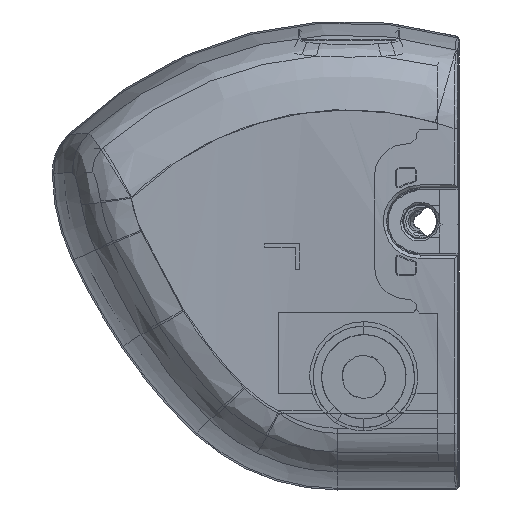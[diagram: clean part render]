
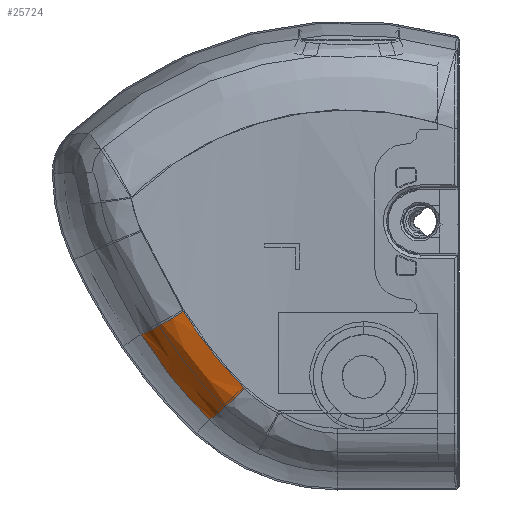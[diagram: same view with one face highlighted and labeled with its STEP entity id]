
A CAD part, left-side view. The second image highlights one B-rep face of the part: STEP entity #25724.
In plain terms, the highlighted free-form (B-spline) face has degree [3, 3] with [4, 6] control points.
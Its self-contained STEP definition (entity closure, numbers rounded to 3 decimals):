
#8328=CARTESIAN_POINT('',(-624.379,4.04,
-0.519));
#8330=CARTESIAN_POINT('',(-624.379,4.04,
-0.519));
#8331=CARTESIAN_POINT('',(-624.434,4.47,
-0.087));
#8332=CARTESIAN_POINT('',(-624.545,5.315,
0.801));
#8333=CARTESIAN_POINT('',(-624.712,6.525,2.196));
#8334=CARTESIAN_POINT('',(-624.878,7.673,3.65));
#8335=CARTESIAN_POINT('',(-625.041,8.755,5.158));
#8336=CARTESIAN_POINT('',(-625.146,9.427,6.192));
#8337=CARTESIAN_POINT('',(-625.197,9.752,6.717));
#8519=CARTESIAN_POINT('',(-621.699,13.724,4.553));
#8520=CARTESIAN_POINT('',(-621.642,13.36,3.976));
#8521=CARTESIAN_POINT('',(-621.525,12.605,2.838));
#8522=CARTESIAN_POINT('',(-621.347,11.395,1.186));
#8523=CARTESIAN_POINT('',(-621.166,10.111,
-0.408));
#8524=CARTESIAN_POINT('',(-620.982,8.755,
-1.941));
#8525=CARTESIAN_POINT('',(-620.859,7.805,
-2.92));
#8526=CARTESIAN_POINT('',(-620.796,7.319,
-3.398));
#8805=CARTESIAN_POINT('',(-621.699,13.724,4.553));
#8806=CARTESIAN_POINT('',(-621.837,13.681,4.566));
#8807=CARTESIAN_POINT('',(-622.109,13.586,4.599));
#8808=CARTESIAN_POINT('',(-622.503,13.415,4.669));
#8809=CARTESIAN_POINT('',(-622.88,13.216,4.757));
#8810=CARTESIAN_POINT('',(-623.236,12.991,4.864));
#8811=CARTESIAN_POINT('',(-623.57,12.741,4.989));
#8812=CARTESIAN_POINT('',(-623.879,12.468,5.131));
#8813=CARTESIAN_POINT('',(-624.16,12.176,5.288));
#8814=CARTESIAN_POINT('',(-624.411,11.864,5.46));
#8815=CARTESIAN_POINT('',(-624.63,11.537,5.645));
#8816=CARTESIAN_POINT('',(-624.816,11.197,5.842));
#8817=CARTESIAN_POINT('',(-624.968,10.845,6.049));
#8818=CARTESIAN_POINT('',(-625.083,10.485,6.264));
#8819=CARTESIAN_POINT('',(-625.162,10.12,6.487));
#8820=CARTESIAN_POINT('',(-625.19,9.875,6.64));
#8821=CARTESIAN_POINT('',(-625.197,9.752,6.717));
#8823=CARTESIAN_POINT('',(-620.796,7.319,
-3.398));
#8824=CARTESIAN_POINT('',(-620.933,7.283,
-3.378));
#8825=CARTESIAN_POINT('',(-621.203,7.202,
-3.33));
#8826=CARTESIAN_POINT('',(-621.595,7.057,
-3.233));
#8827=CARTESIAN_POINT('',(-621.971,6.891,
-3.112));
#8828=CARTESIAN_POINT('',(-622.329,6.703,
-2.967));
#8829=CARTESIAN_POINT('',(-622.664,6.496,
-2.799));
#8830=CARTESIAN_POINT('',(-622.977,6.27,
-2.61));
#8831=CARTESIAN_POINT('',(-623.263,6.029,
-2.4));
#8832=CARTESIAN_POINT('',(-623.52,5.772,
-2.173));
#8833=CARTESIAN_POINT('',(-623.748,5.503,
-1.928));
#8834=CARTESIAN_POINT('',(-623.944,5.224,
-1.669));
#8835=CARTESIAN_POINT('',(-624.107,4.935,
-1.396));
#8836=CARTESIAN_POINT('',(-624.235,4.64,
-1.112));
#8837=CARTESIAN_POINT('',(-624.328,4.34,
-0.82));
#8838=CARTESIAN_POINT('',(-624.366,4.14,
-0.619));
#8839=CARTESIAN_POINT('',(-624.379,4.04,
-0.519));
#13590=CARTESIAN_POINT('',(-620.796,7.319,
-3.398));
#13591=VERTEX_POINT('',#13590);
#13601=VERTEX_POINT('',#8328);
#13602=VERTEX_POINT('',#8337);
#13612=VERTEX_POINT('',#8805);
#25692=CARTESIAN_POINT('',(-620.647,7.277,
-3.493));
#25693=CARTESIAN_POINT('',(-620.762,8.108,
-2.676));
#25694=CARTESIAN_POINT('',(-620.994,9.713,
-0.968));
#25695=CARTESIAN_POINT('',(-621.334,11.89,
1.753));
#25696=CARTESIAN_POINT('',(-621.551,13.193,
3.672));
#25697=CARTESIAN_POINT('',(-621.655,13.798,
4.64));
#25698=CARTESIAN_POINT('',(-622.781,6.756,
-3.234));
#25699=CARTESIAN_POINT('',(-622.893,7.573,
-2.424));
#25700=CARTESIAN_POINT('',(-623.12,9.151,
-0.731));
#25701=CARTESIAN_POINT('',(-623.452,11.292,
1.966));
#25702=CARTESIAN_POINT('',(-623.665,12.574,
3.868));
#25703=CARTESIAN_POINT('',(-623.767,13.169,
4.828));
#25704=CARTESIAN_POINT('',(-624.199,5.482,
-2.113));
#25705=CARTESIAN_POINT('',(-624.304,6.265,
-1.333));
#25706=CARTESIAN_POINT('',(-624.515,7.778,
0.3));
#25707=CARTESIAN_POINT('',(-624.825,9.83,
2.901));
#25708=CARTESIAN_POINT('',(-625.024,11.059,
4.735));
#25709=CARTESIAN_POINT('',(-625.119,11.63,
5.661));
#25710=CARTESIAN_POINT('',(-624.374,3.929,
-0.549));
#25711=CARTESIAN_POINT('',(-624.469,4.671,
0.192));
#25712=CARTESIAN_POINT('',(-624.661,6.104,
1.741));
#25713=CARTESIAN_POINT('',(-624.942,8.049,
4.21));
#25714=CARTESIAN_POINT('',(-625.122,9.214,
5.951));
#25715=CARTESIAN_POINT('',(-625.208,9.755,
6.83));
#25716=(BOUNDED_SURFACE()B_SPLINE_SURFACE(3,3,((#25692,#25693,#25694,#25695,
#25696,#25697),(#25698,#25699,#25700,#25701,#25702,#25703),(#25704,#25705,
#25706,#25707,#25708,#25709),(#25710,#25711,#25712,#25713,#25714,#25715)),
.UNSPECIFIED.,.F.,.F.,.F.)B_SPLINE_SURFACE_WITH_KNOTS((4,4),(4,1,1,4),(
-0.01,1.01),(0.004,0.334,
0.667,0.99),.UNSPECIFIED.)GEOMETRIC_REPRESENTATION_ITEM()RATIONAL_B_SPLINE_SURFACE(((1.103,1.103,1.103,
1.103,1.103,1.103),(0.966,
0.966,0.966,0.966,0.966,
0.966),(0.966,0.966,0.966,
0.966,0.966,0.966),(1.103,
1.103,1.103,1.103,1.103,
1.103)))REPRESENTATION_ITEM('')SURFACE());
#25717=ORIENTED_EDGE('',*,*,#25685,.T.);
#25718=ORIENTED_EDGE('',*,*,#25040,.F.);
#25720=ORIENTED_EDGE('',*,*,#25719,.F.);
#25721=ORIENTED_EDGE('',*,*,#25234,.F.);
#25722=EDGE_LOOP('',(#25717,#25718,#25720,#25721));
#25723=FACE_OUTER_BOUND('',#25722,.F.);
#25724=ADVANCED_FACE('',(#25723),#25716,.T.);
#8338=B_SPLINE_CURVE_WITH_KNOTS('',3,(#8330,#8331,#8332,#8333,#8334,#8335,#8336,
#8337),.UNSPECIFIED.,.F.,.F.,(4,1,1,1,1,4),(0.,0.2,0.4,0.6,0.8,1.),
.UNSPECIFIED.);
#8527=B_SPLINE_CURVE_WITH_KNOTS('',3,(#8519,#8520,#8521,#8522,#8523,#8524,#8525,
#8526),.UNSPECIFIED.,.F.,.F.,(4,1,1,1,1,4),(0.,0.2,0.4,0.6,0.8,1.),
.UNSPECIFIED.);
#8822=B_SPLINE_CURVE_WITH_KNOTS('',3,(#8805,#8806,#8807,#8808,#8809,#8810,#8811,
#8812,#8813,#8814,#8815,#8816,#8817,#8818,#8819,#8820,#8821),.UNSPECIFIED.,.F.,
.F.,(4,1,1,1,1,1,1,1,1,1,1,1,1,1,4),(0.,0.071,0.143,
0.214,0.286,0.357,0.429,0.5,
0.571,0.643,0.714,0.786,
0.857,0.929,1.),.UNSPECIFIED.);
#8840=B_SPLINE_CURVE_WITH_KNOTS('',3,(#8823,#8824,#8825,#8826,#8827,#8828,#8829,
#8830,#8831,#8832,#8833,#8834,#8835,#8836,#8837,#8838,#8839),.UNSPECIFIED.,.F.,
.F.,(4,1,1,1,1,1,1,1,1,1,1,1,1,1,4),(0.,0.071,0.143,
0.214,0.286,0.357,0.429,0.5,
0.571,0.643,0.714,0.786,
0.857,0.929,1.),.UNSPECIFIED.);
#25040=EDGE_CURVE('',#13601,#13602,#8338,.T.);
#25234=EDGE_CURVE('',#13612,#13591,#8527,.T.);
#25685=EDGE_CURVE('',#13612,#13602,#8822,.T.);
#25719=EDGE_CURVE('',#13591,#13601,#8840,.T.);
